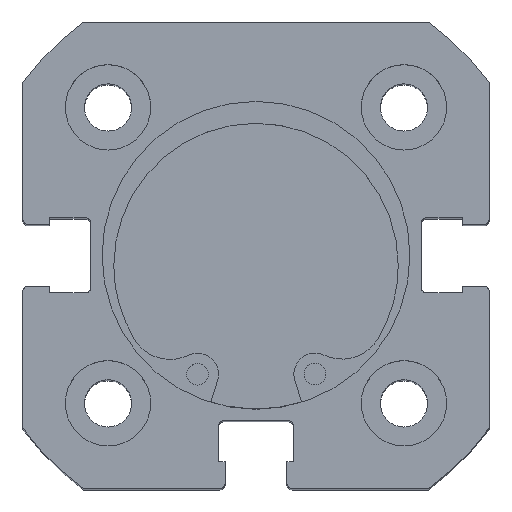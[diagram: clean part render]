
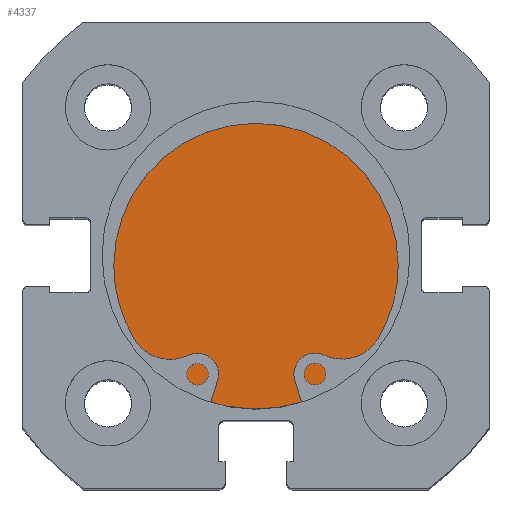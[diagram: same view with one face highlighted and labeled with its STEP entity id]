
A CAD part, top view. The second image highlights one B-rep face of the part: STEP entity #4337.
In plain terms, the highlighted face is planar.
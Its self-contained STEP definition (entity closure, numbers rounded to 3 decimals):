
#452 = AXIS2_PLACEMENT_3D ( 'NONE', #3711, #3712, #3713 ) ;
#481 = AXIS2_PLACEMENT_3D ( 'NONE', #3901, #3910, #3911 ) ;
#592 = AXIS2_PLACEMENT_3D ( 'NONE', #1538, #1544, #1545 ) ;
#1535 = PLANE ( 'NONE',  #592 ) ;
#1538 = CARTESIAN_POINT ( 'NONE',  ( 6., 13.5, 0. ) ) ;
#1544 = DIRECTION ( 'NONE',  ( -1., 0., 0. ) ) ;
#1545 = DIRECTION ( 'NONE',  ( 0., 0., 1. ) ) ;
#2018 = CARTESIAN_POINT ( 'NONE',  ( 6., 0., -13.5 ) ) ;
#2019 = CARTESIAN_POINT ( 'NONE',  ( 6., 0., 13.5 ) ) ;
#2416 = EDGE_LOOP ( 'NONE', ( #2477, #2448 ) ) ;
#2448 = ORIENTED_EDGE ( 'NONE', *, *, #2846, .F. ) ;
#2477 = ORIENTED_EDGE ( 'NONE', *, *, #2777, .F. ) ;
#2777 = EDGE_CURVE ( 'NONE', #5627, #5626, #4982, .T. ) ;
#2846 = EDGE_CURVE ( 'NONE', #5626, #5627, #5076, .T. ) ;
#3711 = CARTESIAN_POINT ( 'NONE',  ( 6., 0., 0. ) ) ;
#3712 = DIRECTION ( 'NONE',  ( -1., 0., 0. ) ) ;
#3713 = DIRECTION ( 'NONE',  ( 0., 0., 1. ) ) ;
#3901 = CARTESIAN_POINT ( 'NONE',  ( 6., 0., 0. ) ) ;
#3910 = DIRECTION ( 'NONE',  ( -1., 0., 0. ) ) ;
#3911 = DIRECTION ( 'NONE',  ( 0., 0., 1. ) ) ;
#4337 = ADVANCED_FACE ( 'NONE', ( #5266 ), #1535, .F. ) ;
#4982 = CIRCLE ( 'NONE', #452, 13.5 ) ;
#5076 = CIRCLE ( 'NONE', #481, 13.5 ) ;
#5266 = FACE_OUTER_BOUND ( 'NONE', #2416, .T. ) ;
#5626 = VERTEX_POINT ( 'NONE', #2018 ) ;
#5627 = VERTEX_POINT ( 'NONE', #2019 ) ;
